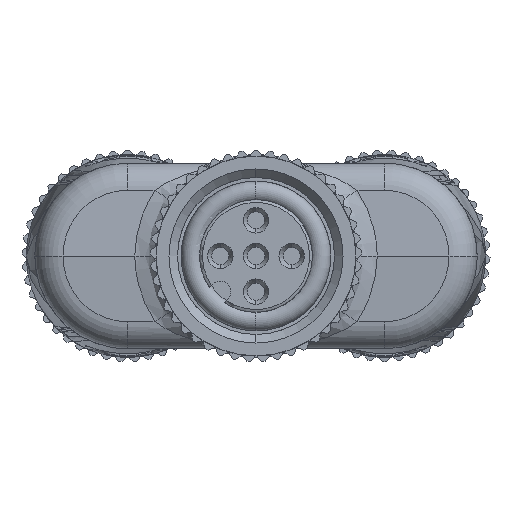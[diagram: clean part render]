
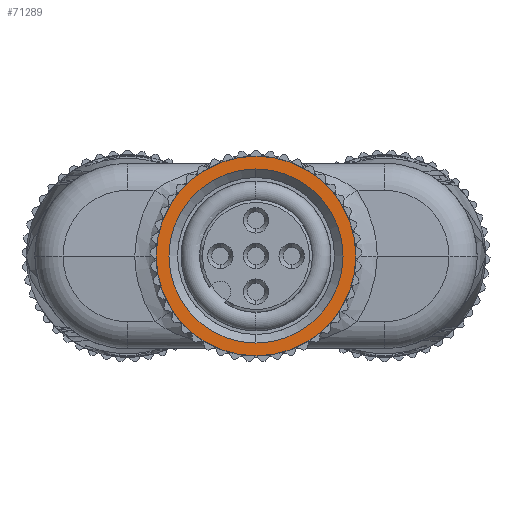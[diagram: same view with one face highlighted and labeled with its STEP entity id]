
A CAD part, left-side view. The second image highlights one B-rep face of the part: STEP entity #71289.
In plain terms, the highlighted planar face has unit normal (-1, 0, 0).
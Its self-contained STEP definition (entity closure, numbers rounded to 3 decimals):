
#58301=CARTESIAN_POINT('',(1.,0.,0.));
#58302=DIRECTION('',(1.,0.,0.));
#58303=DIRECTION('',(0.,0.,-1.));
#58304=AXIS2_PLACEMENT_3D('',#58301,#58302,#58303);
#58306=CARTESIAN_POINT('',(1.,0.,0.));
#58307=DIRECTION('',(1.,0.,0.));
#58308=DIRECTION('',(0.,0.,1.));
#58309=AXIS2_PLACEMENT_3D('',#58306,#58307,#58308);
#58311=CARTESIAN_POINT('',(1.,0.,0.));
#58312=DIRECTION('',(-1.,0.,0.));
#58313=DIRECTION('',(0.,1.,0.));
#58314=AXIS2_PLACEMENT_3D('',#58311,#58312,#58313);
#58316=CARTESIAN_POINT('',(1.,0.,0.));
#58317=DIRECTION('',(-1.,0.,0.));
#58318=DIRECTION('',(0.,-1.,0.));
#58319=AXIS2_PLACEMENT_3D('',#58316,#58317,#58318);
#64363=CARTESIAN_POINT('',(1.,-6.1,0.));
#64364=CARTESIAN_POINT('',(1.,6.1,0.));
#64365=VERTEX_POINT('',#64363);
#64366=VERTEX_POINT('',#64364);
#64367=CARTESIAN_POINT('',(1.,0.,-7.));
#64368=CARTESIAN_POINT('',(1.,0.,7.));
#64369=VERTEX_POINT('',#64367);
#64370=VERTEX_POINT('',#64368);
#71274=CARTESIAN_POINT('',(1.,0.,0.));
#71275=DIRECTION('',(-1.,0.,0.));
#71276=DIRECTION('',(0.,0.,-1.));
#71277=AXIS2_PLACEMENT_3D('',#71274,#71275,#71276);
#71278=PLANE('',#71277);
#71279=ORIENTED_EDGE('',*,*,#71040,.T.);
#71280=ORIENTED_EDGE('',*,*,#69537,.T.);
#71281=EDGE_LOOP('',(#71279,#71280));
#71282=FACE_OUTER_BOUND('',#71281,.F.);
#71284=ORIENTED_EDGE('',*,*,#71283,.T.);
#71286=ORIENTED_EDGE('',*,*,#71285,.T.);
#71287=EDGE_LOOP('',(#71284,#71286));
#71288=FACE_BOUND('',#71287,.F.);
#71289=ADVANCED_FACE('',(#71282,#71288),#71278,.T.);
#58305=CIRCLE('',#58304,7.);
#58310=CIRCLE('',#58309,7.);
#58315=CIRCLE('',#58314,6.1);
#58320=CIRCLE('',#58319,6.1);
#69537=EDGE_CURVE('',#64370,#64369,#58310,.T.);
#71040=EDGE_CURVE('',#64369,#64370,#58305,.T.);
#71283=EDGE_CURVE('',#64366,#64365,#58315,.T.);
#71285=EDGE_CURVE('',#64365,#64366,#58320,.T.);
